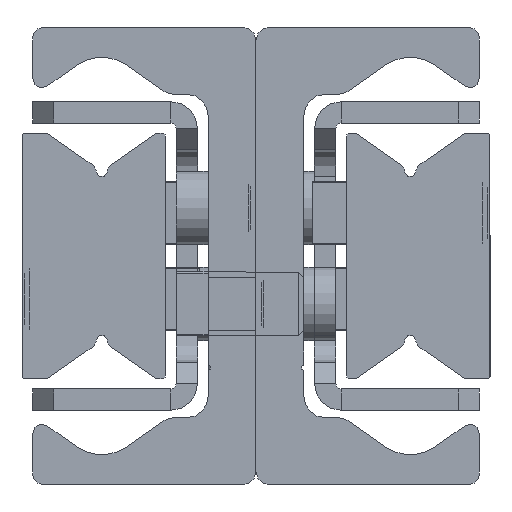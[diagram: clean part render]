
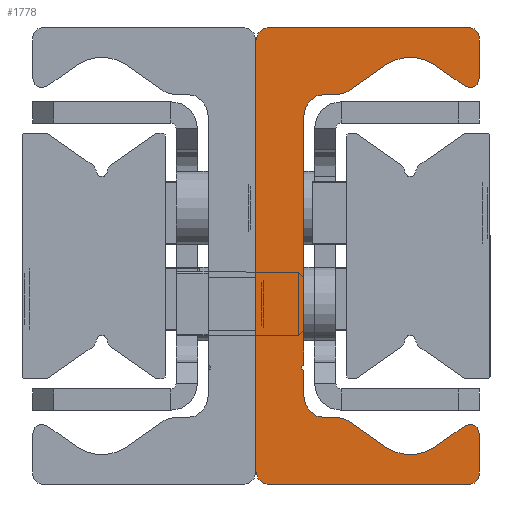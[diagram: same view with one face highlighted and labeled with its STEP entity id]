
A CAD part, left-side view. The second image highlights one B-rep face of the part: STEP entity #1778.
In plain terms, the highlighted planar face has unit normal (-1, 0, 0).
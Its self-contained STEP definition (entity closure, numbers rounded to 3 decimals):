
#815=CARTESIAN_POINT('',(0.0,9.25,-21.5));
#816=VERTEX_POINT('',#815);
#823=CARTESIAN_POINT('',(0.0,10.5,-20.25));
#824=VERTEX_POINT('',#823);
#825=CARTESIAN_POINT('',(0.0,9.25,-20.25));
#826=DIRECTION('',(1.0,0.0,0.0));
#827=DIRECTION('',(0.0,0.0,-1.0));
#828=AXIS2_PLACEMENT_3D('',#825,#826,#827);
#829=CIRCLE('',#828,1.25);
#830=EDGE_CURVE('',#816,#824,#829,.T.);
#854=CARTESIAN_POINT('',(0.0,-9.5,-21.5));
#855=VERTEX_POINT('',#854);
#862=CARTESIAN_POINT('',(0.0,-9.5,-21.5));
#863=DIRECTION('',(0.0,1.0,0.0));
#864=VECTOR('',#863,18.75);
#865=LINE('',#862,#864);
#866=EDGE_CURVE('',#855,#816,#865,.T.);
#886=CARTESIAN_POINT('',(0.0,-10.5,-20.5));
#887=VERTEX_POINT('',#886);
#894=CARTESIAN_POINT('',(0.0,-9.5,-20.5));
#895=DIRECTION('',(1.0,0.0,0.0));
#896=DIRECTION('',(0.0,-1.0,0.0));
#897=AXIS2_PLACEMENT_3D('',#894,#895,#896);
#898=CIRCLE('',#897,1.0);
#899=EDGE_CURVE('',#887,#855,#898,.T.);
#918=CARTESIAN_POINT('',(0.0,-10.5,-16.65));
#919=VERTEX_POINT('',#918);
#926=CARTESIAN_POINT('',(0.0,-10.5,-16.65));
#927=DIRECTION('',(0.0,0.0,-1.0));
#928=VECTOR('',#927,3.85);
#929=LINE('',#926,#928);
#930=EDGE_CURVE('',#919,#887,#929,.T.);
#950=CARTESIAN_POINT('',(0.0,-9.162,-15.954));
#951=VERTEX_POINT('',#950);
#958=CARTESIAN_POINT('',(0.0,-9.65,-16.65));
#959=DIRECTION('',(1.0,0.0,0.0));
#960=DIRECTION('',(0.0,0.574,0.819));
#961=AXIS2_PLACEMENT_3D('',#958,#959,#960);
#962=CIRCLE('',#961,0.85);
#963=EDGE_CURVE('',#951,#919,#962,.T.);
#982=CARTESIAN_POINT('',(0.0,-6.294,-17.962));
#983=VERTEX_POINT('',#982);
#990=CARTESIAN_POINT('',(0.0,-6.294,-17.962));
#991=DIRECTION('',(0.0,-0.819,0.574));
#992=VECTOR('',#991,3.501);
#993=LINE('',#990,#992);
#994=EDGE_CURVE('',#983,#951,#993,.T.);
#1014=CARTESIAN_POINT('',(0.0,-1.706,-17.962));
#1015=VERTEX_POINT('',#1014);
#1022=CARTESIAN_POINT('',(0.0,-4.,-14.685));
#1023=DIRECTION('',(-1.0,0.0,0.0));
#1024=DIRECTION('',(0.0,0.574,0.819));
#1025=AXIS2_PLACEMENT_3D('',#1022,#1023,#1024);
#1026=CIRCLE('',#1025,4.0);
#1027=EDGE_CURVE('',#1015,#983,#1026,.T.);
#1046=CARTESIAN_POINT('',(0.0,1.722,-15.562));
#1047=VERTEX_POINT('',#1046);
#1054=CARTESIAN_POINT('',(0.0,1.722,-15.562));
#1055=DIRECTION('',(0.0,-0.819,-0.574));
#1056=VECTOR('',#1055,4.185);
#1057=LINE('',#1054,#1056);
#1058=EDGE_CURVE('',#1047,#1015,#1057,.T.);
#1078=CARTESIAN_POINT('',(0.0,2.869,-15.2));
#1079=VERTEX_POINT('',#1078);
#1086=CARTESIAN_POINT('',(0.0,2.869,-17.2));
#1087=DIRECTION('',(1.0,0.0,0.0));
#1088=DIRECTION('',(0.0,0.0,1.0));
#1089=AXIS2_PLACEMENT_3D('',#1086,#1087,#1088);
#1090=CIRCLE('',#1089,2.0);
#1091=EDGE_CURVE('',#1079,#1047,#1090,.T.);
#1110=CARTESIAN_POINT('',(0.0,4.,-15.2));
#1111=VERTEX_POINT('',#1110);
#1118=CARTESIAN_POINT('',(0.0,4.,-15.2));
#1119=DIRECTION('',(0.0,-1.0,0.0));
#1120=VECTOR('',#1119,1.131);
#1121=LINE('',#1118,#1120);
#1122=EDGE_CURVE('',#1111,#1079,#1121,.T.);
#1142=CARTESIAN_POINT('',(0.0,6.,-13.2));
#1143=VERTEX_POINT('',#1142);
#1150=CARTESIAN_POINT('',(0.0,4.,-13.2));
#1151=DIRECTION('',(-1.0,0.0,0.0));
#1152=DIRECTION('',(0.0,0.0,1.0));
#1153=AXIS2_PLACEMENT_3D('',#1150,#1151,#1152);
#1154=CIRCLE('',#1153,2.0);
#1155=EDGE_CURVE('',#1143,#1111,#1154,.T.);
#1174=CARTESIAN_POINT('',(0.0,6.,-10.75));
#1175=VERTEX_POINT('',#1174);
#1182=CARTESIAN_POINT('',(0.0,6.,-10.75));
#1183=DIRECTION('',(0.0,0.0,-1.0));
#1184=VECTOR('',#1183,2.45);
#1185=LINE('',#1182,#1184);
#1186=EDGE_CURVE('',#1175,#1143,#1185,.T.);
#1206=CARTESIAN_POINT('',(0.0,6.,-10.25));
#1207=VERTEX_POINT('',#1206);
#1214=CARTESIAN_POINT('',(0.0,6.,-10.5));
#1215=DIRECTION('',(-1.0,0.0,0.0));
#1216=DIRECTION('',(0.0,0.0,1.0));
#1217=AXIS2_PLACEMENT_3D('',#1214,#1215,#1216);
#1218=CIRCLE('',#1217,0.25);
#1219=EDGE_CURVE('',#1207,#1175,#1218,.T.);
#1238=CARTESIAN_POINT('',(0.0,6.,13.2));
#1239=VERTEX_POINT('',#1238);
#1246=CARTESIAN_POINT('',(0.0,6.,13.2));
#1247=DIRECTION('',(0.0,0.0,-1.0));
#1248=VECTOR('',#1247,23.45);
#1249=LINE('',#1246,#1248);
#1250=EDGE_CURVE('',#1239,#1207,#1249,.T.);
#1327=CARTESIAN_POINT('',(0.0,4.,15.2));
#1328=VERTEX_POINT('',#1327);
#1335=CARTESIAN_POINT('',(0.0,4.,13.2));
#1336=DIRECTION('',(-1.0,0.0,0.0));
#1337=DIRECTION('',(0.0,-1.0,0.0));
#1338=AXIS2_PLACEMENT_3D('',#1335,#1336,#1337);
#1339=CIRCLE('',#1338,2.);
#1340=EDGE_CURVE('',#1328,#1239,#1339,.T.);
#1359=CARTESIAN_POINT('',(0.0,2.869,15.2));
#1360=VERTEX_POINT('',#1359);
#1367=CARTESIAN_POINT('',(0.0,2.869,15.2));
#1368=DIRECTION('',(0.0,1.0,0.0));
#1369=VECTOR('',#1368,1.131);
#1370=LINE('',#1367,#1369);
#1371=EDGE_CURVE('',#1360,#1328,#1370,.T.);
#1391=CARTESIAN_POINT('',(0.0,1.722,15.562));
#1392=VERTEX_POINT('',#1391);
#1399=CARTESIAN_POINT('',(0.0,2.869,17.2));
#1400=DIRECTION('',(1.0,0.0,0.0));
#1401=DIRECTION('',(0.0,-0.574,-0.819));
#1402=AXIS2_PLACEMENT_3D('',#1399,#1400,#1401);
#1403=CIRCLE('',#1402,2.0);
#1404=EDGE_CURVE('',#1392,#1360,#1403,.T.);
#1423=CARTESIAN_POINT('',(0.0,-1.706,17.962));
#1424=VERTEX_POINT('',#1423);
#1431=CARTESIAN_POINT('',(0.0,-1.706,17.962));
#1432=DIRECTION('',(0.0,0.819,-0.574));
#1433=VECTOR('',#1432,4.185);
#1434=LINE('',#1431,#1433);
#1435=EDGE_CURVE('',#1424,#1392,#1434,.T.);
#1455=CARTESIAN_POINT('',(0.0,-6.294,17.962));
#1456=VERTEX_POINT('',#1455);
#1463=CARTESIAN_POINT('',(0.0,-4.,14.685));
#1464=DIRECTION('',(-1.0,0.0,0.0));
#1465=DIRECTION('',(0.0,-0.574,-0.819));
#1466=AXIS2_PLACEMENT_3D('',#1463,#1464,#1465);
#1467=CIRCLE('',#1466,4.0);
#1468=EDGE_CURVE('',#1456,#1424,#1467,.T.);
#1487=CARTESIAN_POINT('',(0.0,-9.162,15.954));
#1488=VERTEX_POINT('',#1487);
#1495=CARTESIAN_POINT('',(0.0,-9.162,15.954));
#1496=DIRECTION('',(0.0,0.819,0.574));
#1497=VECTOR('',#1496,3.501);
#1498=LINE('',#1495,#1497);
#1499=EDGE_CURVE('',#1488,#1456,#1498,.T.);
#1519=CARTESIAN_POINT('',(0.0,-10.5,16.65));
#1520=VERTEX_POINT('',#1519);
#1527=CARTESIAN_POINT('',(0.0,-9.65,16.65));
#1528=DIRECTION('',(1.0,0.0,0.0));
#1529=DIRECTION('',(0.0,-1.0,0.0));
#1530=AXIS2_PLACEMENT_3D('',#1527,#1528,#1529);
#1531=CIRCLE('',#1530,0.85);
#1532=EDGE_CURVE('',#1520,#1488,#1531,.T.);
#1551=CARTESIAN_POINT('',(0.0,-10.5,20.5));
#1552=VERTEX_POINT('',#1551);
#1559=CARTESIAN_POINT('',(0.0,-10.5,20.5));
#1560=DIRECTION('',(0.0,0.0,-1.0));
#1561=VECTOR('',#1560,3.85);
#1562=LINE('',#1559,#1561);
#1563=EDGE_CURVE('',#1552,#1520,#1562,.T.);
#1583=CARTESIAN_POINT('',(0.0,-9.5,21.5));
#1584=VERTEX_POINT('',#1583);
#1591=CARTESIAN_POINT('',(0.0,-9.5,20.5));
#1592=DIRECTION('',(1.0,0.0,0.0));
#1593=DIRECTION('',(0.0,0.0,1.0));
#1594=AXIS2_PLACEMENT_3D('',#1591,#1592,#1593);
#1595=CIRCLE('',#1594,1.0);
#1596=EDGE_CURVE('',#1584,#1552,#1595,.T.);
#1615=CARTESIAN_POINT('',(0.0,9.25,21.5));
#1616=VERTEX_POINT('',#1615);
#1623=CARTESIAN_POINT('',(0.0,9.25,21.5));
#1624=DIRECTION('',(0.0,-1.0,0.0));
#1625=VECTOR('',#1624,18.75);
#1626=LINE('',#1623,#1625);
#1627=EDGE_CURVE('',#1616,#1584,#1626,.T.);
#1647=CARTESIAN_POINT('',(0.0,10.5,20.25));
#1648=VERTEX_POINT('',#1647);
#1655=CARTESIAN_POINT('',(0.0,9.25,20.25));
#1656=DIRECTION('',(1.0,0.0,0.0));
#1657=DIRECTION('',(0.0,1.0,0.0));
#1658=AXIS2_PLACEMENT_3D('',#1655,#1656,#1657);
#1659=CIRCLE('',#1658,1.25);
#1660=EDGE_CURVE('',#1648,#1616,#1659,.T.);
#1678=CARTESIAN_POINT('',(0.0,10.5,-20.25));
#1679=DIRECTION('',(0.0,0.0,1.0));
#1680=VECTOR('',#1679,40.5);
#1681=LINE('',#1678,#1680);
#1682=EDGE_CURVE('',#824,#1648,#1681,.T.);
#1745=CARTESIAN_POINT('',(0.0,2.66,-0.019));
#1746=DIRECTION('',(1.0,0.0,0.0));
#1747=DIRECTION('',(0.0,0.0,-1.0));
#1748=AXIS2_PLACEMENT_3D('',#1745,#1746,#1747);
#1749=PLANE('',#1748);
#1750=ORIENTED_EDGE('',*,*,#1682,.F.);
#1751=ORIENTED_EDGE('',*,*,#830,.F.);
#1752=ORIENTED_EDGE('',*,*,#866,.F.);
#1753=ORIENTED_EDGE('',*,*,#899,.F.);
#1754=ORIENTED_EDGE('',*,*,#930,.F.);
#1755=ORIENTED_EDGE('',*,*,#963,.F.);
#1756=ORIENTED_EDGE('',*,*,#994,.F.);
#1757=ORIENTED_EDGE('',*,*,#1027,.F.);
#1758=ORIENTED_EDGE('',*,*,#1058,.F.);
#1759=ORIENTED_EDGE('',*,*,#1091,.F.);
#1760=ORIENTED_EDGE('',*,*,#1122,.F.);
#1761=ORIENTED_EDGE('',*,*,#1155,.F.);
#1762=ORIENTED_EDGE('',*,*,#1186,.F.);
#1763=ORIENTED_EDGE('',*,*,#1219,.F.);
#1764=ORIENTED_EDGE('',*,*,#1250,.F.);
#1765=ORIENTED_EDGE('',*,*,#1340,.F.);
#1766=ORIENTED_EDGE('',*,*,#1371,.F.);
#1767=ORIENTED_EDGE('',*,*,#1404,.F.);
#1768=ORIENTED_EDGE('',*,*,#1435,.F.);
#1769=ORIENTED_EDGE('',*,*,#1468,.F.);
#1770=ORIENTED_EDGE('',*,*,#1499,.F.);
#1771=ORIENTED_EDGE('',*,*,#1532,.F.);
#1772=ORIENTED_EDGE('',*,*,#1563,.F.);
#1773=ORIENTED_EDGE('',*,*,#1596,.F.);
#1774=ORIENTED_EDGE('',*,*,#1627,.F.);
#1775=ORIENTED_EDGE('',*,*,#1660,.F.);
#1776=EDGE_LOOP('',(#1750,#1751,#1752,#1753,#1754,#1755,#1756,#1757,#1758,#1759,#1760,#1761,#1762,#1763,#1764,#1765,#1766,#1767,#1768,#1769,#1770,#1771,#1772,#1773,#1774,#1775));
#1777=FACE_OUTER_BOUND('',#1776,.T.);
#1778=ADVANCED_FACE('',(#1777),#1749,.F.);
